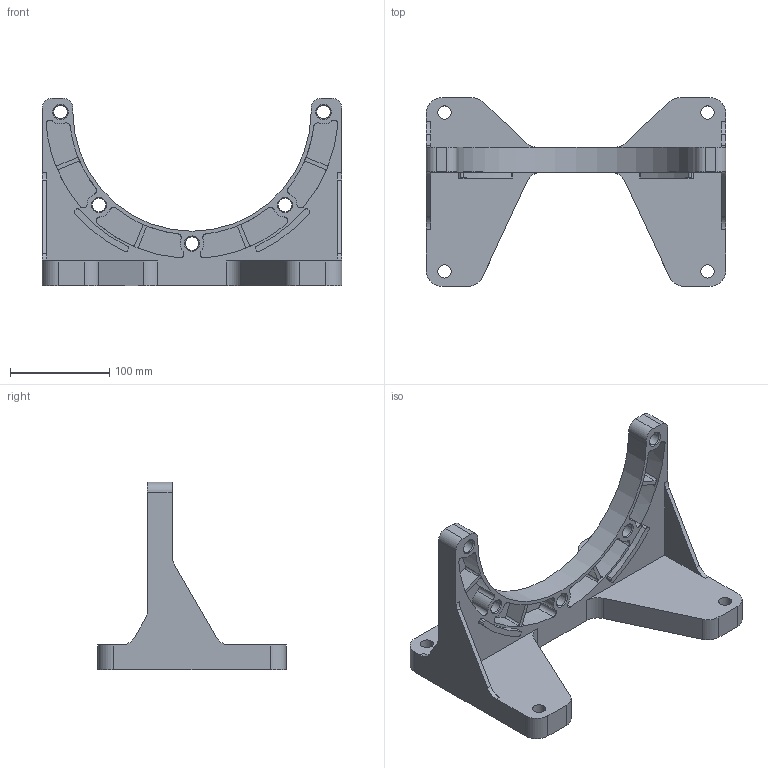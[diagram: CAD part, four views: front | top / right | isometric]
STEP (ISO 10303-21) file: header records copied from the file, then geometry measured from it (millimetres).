
FILE_DESCRIPTION(('STEP AP203'),'2;1');
FILE_NAME('P-300.stp','2007-03-19T14:16:35',(''),(''),'2005.1.101','THINKDESIGN','');
FILE_SCHEMA(('CONFIG_CONTROL_DESIGN'));
Length unit declared in the file: millimetre
Bounding box: 302 x 190 x 189 mm (x, y, z)
Volume: 526265.4 mm3; surface area: 257356 mm2
Topology: 1 solids, 1 shells, 229 faces, 666 edges, 452 vertices
Faces by surface type: cylinder 133, plane 91, bspline 5
Full cylindrical faces by diameter (mm): 13.5 x9
Entity records: 8543 total; most frequent: CARTESIAN_POINT 2040, DIRECTION 1422, ORIENTED_EDGE 1332, EDGE_CURVE 666, AXIS2_PLACEMENT_3D 536, VERTEX_POINT 452, VECTOR 350, LINE 350
